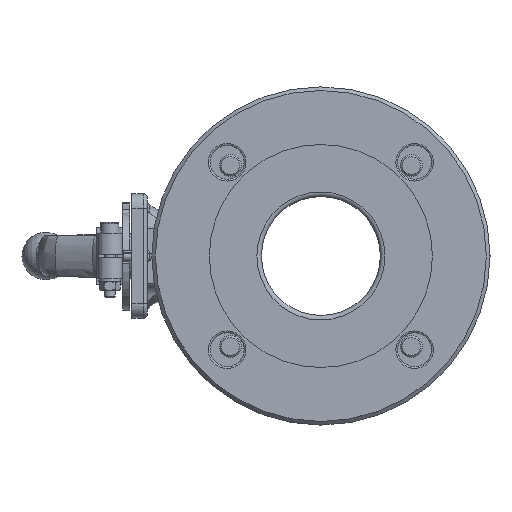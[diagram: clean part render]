
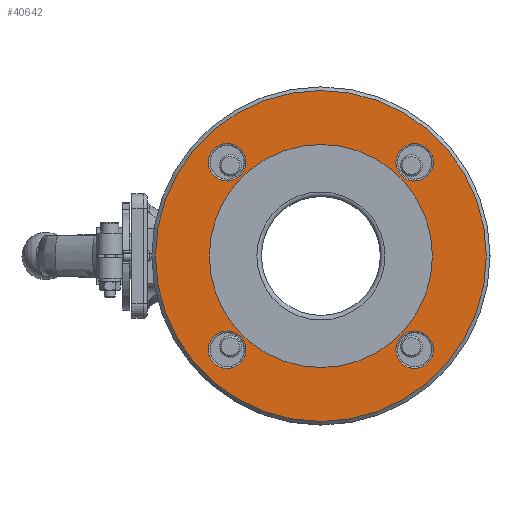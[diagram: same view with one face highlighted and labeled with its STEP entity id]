
A CAD part, left-side view. The second image highlights one B-rep face of the part: STEP entity #40642.
In plain terms, the highlighted planar face has unit normal (-1, 0, 0).
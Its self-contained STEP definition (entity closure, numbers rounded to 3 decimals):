
#201 = EDGE_LOOP ( 'NONE', ( #43392 ) ) ;
#376 = CIRCLE ( 'NONE', #37562, 90.5 ) ;
#877 = CARTESIAN_POINT ( 'NONE',  ( 2., 51.265, 61.515 ) ) ;
#1319 = VERTEX_POINT ( 'NONE', #877 ) ;
#2182 = DIRECTION ( 'NONE',  ( 0., 1., 0. ) ) ;
#2225 = DIRECTION ( 'NONE',  ( 0., 0., 1. ) ) ;
#2259 = DIRECTION ( 'NONE',  ( 1., 0., 0. ) ) ;
#2893 = ORIENTED_EDGE ( 'NONE', *, *, #42787, .T. ) ;
#2970 = DIRECTION ( 'NONE',  ( 0., 0., 1. ) ) ;
#3019 = VERTEX_POINT ( 'NONE', #23000 ) ;
#5038 = CARTESIAN_POINT ( 'NONE',  ( 2., 0., 0. ) ) ;
#5315 = AXIS2_PLACEMENT_3D ( 'NONE', #42340, #32207, #2970 ) ;
#6992 = CIRCLE ( 'NONE', #37175, 10.25 ) ;
#8117 = CARTESIAN_POINT ( 'NONE',  ( 2., -51.265, 61.515 ) ) ;
#10736 = ORIENTED_EDGE ( 'NONE', *, *, #32568, .T. ) ;
#11187 = FACE_BOUND ( 'NONE', #31573, .T. ) ;
#11602 = FACE_BOUND ( 'NONE', #201, .T. ) ;
#12028 = DIRECTION ( 'NONE',  ( -1., 0., 0. ) ) ;
#12512 = DIRECTION ( 'NONE',  ( 1., 0., 0. ) ) ;
#12762 = CARTESIAN_POINT ( 'NONE',  ( 2., 0., 0. ) ) ;
#13102 = VERTEX_POINT ( 'NONE', #36637 ) ;
#13522 = EDGE_CURVE ( 'NONE', #18228, #18228, #376, .T. ) ;
#13913 = EDGE_CURVE ( 'NONE', #27455, #27455, #30544, .T. ) ;
#15849 = DIRECTION ( 'NONE',  ( 0., 1., 0. ) ) ;
#16444 = EDGE_CURVE ( 'NONE', #1319, #1319, #42406, .T. ) ;
#16667 = AXIS2_PLACEMENT_3D ( 'NONE', #12762, #2259, #15849 ) ;
#18228 = VERTEX_POINT ( 'NONE', #31382 ) ;
#18640 = FACE_OUTER_BOUND ( 'NONE', #29351, .T. ) ;
#19646 = DIRECTION ( 'NONE',  ( 1., 0., 0. ) ) ;
#21043 = AXIS2_PLACEMENT_3D ( 'NONE', #35138, #12028, #25001 ) ;
#22138 = FACE_BOUND ( 'NONE', #38881, .T. ) ;
#22263 = ORIENTED_EDGE ( 'NONE', *, *, #16444, .T. ) ;
#23000 = CARTESIAN_POINT ( 'NONE',  ( 2., -51.265, -41.015 ) ) ;
#25001 = DIRECTION ( 'NONE',  ( 0., 0., 1. ) ) ;
#25229 = DIRECTION ( 'NONE',  ( 1., 0., 0. ) ) ;
#27455 = VERTEX_POINT ( 'NONE', #8117 ) ;
#27906 = EDGE_CURVE ( 'NONE', #42619, #42619, #41942, .T. ) ;
#29000 = CARTESIAN_POINT ( 'NONE',  ( 2., -51.265, -51.265 ) ) ;
#29351 = EDGE_LOOP ( 'NONE', ( #40457 ) ) ;
#30281 = DIRECTION ( 'NONE',  ( 1., 0., 0. ) ) ;
#30537 = EDGE_LOOP ( 'NONE', ( #10736 ) ) ;
#30544 = CIRCLE ( 'NONE', #5315, 10.25 ) ;
#31152 = FACE_BOUND ( 'NONE', #30537, .T. ) ;
#31382 = CARTESIAN_POINT ( 'NONE',  ( 2., 90.5, 0. ) ) ;
#31573 = EDGE_LOOP ( 'NONE', ( #22263 ) ) ;
#31609 = FACE_BOUND ( 'NONE', #35963, .T. ) ;
#32207 = DIRECTION ( 'NONE',  ( 1., 0., 0. ) ) ;
#32568 = EDGE_CURVE ( 'NONE', #3019, #3019, #43064, .T. ) ;
#35138 = CARTESIAN_POINT ( 'NONE',  ( 2., 75.75, 0. ) ) ;
#35486 = DIRECTION ( 'NONE',  ( 0., 0., 1. ) ) ;
#35797 = CARTESIAN_POINT ( 'NONE',  ( 2., 61., 0. ) ) ;
#35963 = EDGE_LOOP ( 'NONE', ( #2893 ) ) ;
#36091 = AXIS2_PLACEMENT_3D ( 'NONE', #42308, #19646, #35486 ) ;
#36250 = DIRECTION ( 'NONE',  ( 0., 0., 1. ) ) ;
#36637 = CARTESIAN_POINT ( 'NONE',  ( 2., 51.265, -41.015 ) ) ;
#37175 = AXIS2_PLACEMENT_3D ( 'NONE', #43075, #30281, #36250 ) ;
#37562 = AXIS2_PLACEMENT_3D ( 'NONE', #5038, #25229, #2182 ) ;
#38881 = EDGE_LOOP ( 'NONE', ( #42243 ) ) ;
#40457 = ORIENTED_EDGE ( 'NONE', *, *, #13522, .F. ) ;
#40642 = ADVANCED_FACE ( 'NONE', ( #18640, #31152, #22138, #11187, #31609, #11602 ), #41521, .T. ) ;
#41521 = PLANE ( 'NONE',  #21043 ) ;
#41942 = CIRCLE ( 'NONE', #16667, 61. ) ;
#42243 = ORIENTED_EDGE ( 'NONE', *, *, #13913, .T. ) ;
#42308 = CARTESIAN_POINT ( 'NONE',  ( 2., 51.265, 51.265 ) ) ;
#42340 = CARTESIAN_POINT ( 'NONE',  ( 2., -51.265, 51.265 ) ) ;
#42382 = AXIS2_PLACEMENT_3D ( 'NONE', #29000, #12512, #2225 ) ;
#42406 = CIRCLE ( 'NONE', #36091, 10.25 ) ;
#42619 = VERTEX_POINT ( 'NONE', #35797 ) ;
#42787 = EDGE_CURVE ( 'NONE', #13102, #13102, #6992, .T. ) ;
#43064 = CIRCLE ( 'NONE', #42382, 10.25 ) ;
#43075 = CARTESIAN_POINT ( 'NONE',  ( 2., 51.265, -51.265 ) ) ;
#43392 = ORIENTED_EDGE ( 'NONE', *, *, #27906, .T. ) ;
